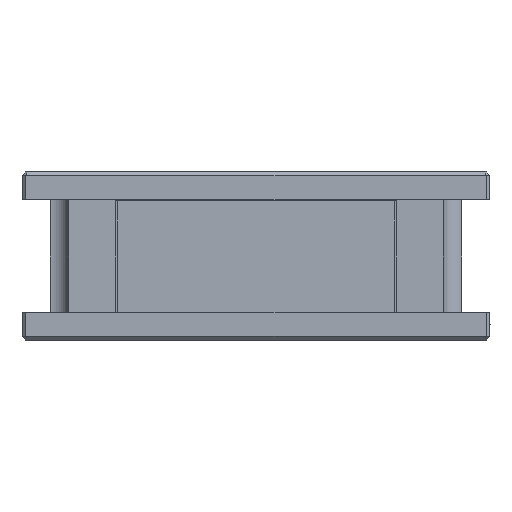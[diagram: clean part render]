
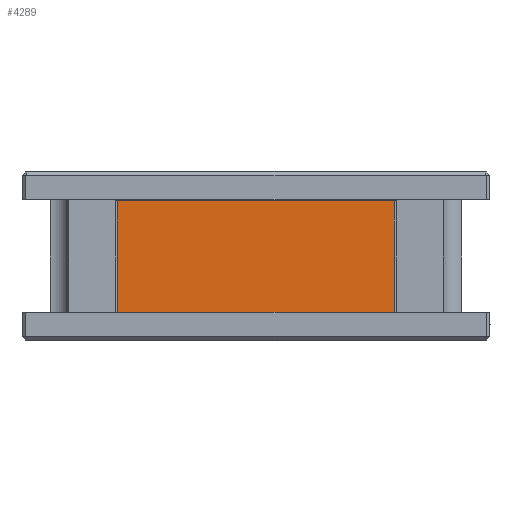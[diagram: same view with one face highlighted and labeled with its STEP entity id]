
A CAD part, left-side view. The second image highlights one B-rep face of the part: STEP entity #4289.
In plain terms, the highlighted planar face has unit normal (-1, 0, 0).
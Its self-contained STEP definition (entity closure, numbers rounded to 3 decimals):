
#60 = VERTEX_POINT ( 'NONE', #4135 ) ;
#1667 = AXIS2_PLACEMENT_3D ( 'NONE', #15466, #36102, #25782 ) ;
#4135 = CARTESIAN_POINT ( 'NONE',  ( -117.5, -99.5, 37.2 ) ) ;
#4289 = ADVANCED_FACE ( 'NONE', ( #28284 ), #7327, .T. ) ;
#7327 = PLANE ( 'NONE',  #1667 ) ;
#8260 = CARTESIAN_POINT ( 'NONE',  ( -117.5, -25.5, 7.5 ) ) ;
#9206 = ORIENTED_EDGE ( 'NONE', *, *, #12576, .F. ) ;
#9480 = VECTOR ( 'NONE', #13664, 1000. ) ;
#10013 = ORIENTED_EDGE ( 'NONE', *, *, #25295, .T. ) ;
#12576 = EDGE_CURVE ( 'NONE', #16823, #51214, #28107, .T. ) ;
#13664 = DIRECTION ( 'NONE',  ( 0., 0., 1. ) ) ;
#15466 = CARTESIAN_POINT ( 'NONE',  ( -117.5, -25.5, 7.5 ) ) ;
#15746 = CARTESIAN_POINT ( 'NONE',  ( -117.5, -62.5, 7.5 ) ) ;
#16823 = VERTEX_POINT ( 'NONE', #24259 ) ;
#19833 = LINE ( 'NONE', #43595, #9480 ) ;
#19978 = DIRECTION ( 'NONE',  ( 0., 1., 0. ) ) ;
#20828 = ORIENTED_EDGE ( 'NONE', *, *, #34133, .F. ) ;
#22290 = VECTOR ( 'NONE', #32120, 1000. ) ;
#22332 = EDGE_CURVE ( 'NONE', #60, #48425, #39814, .T. ) ;
#24259 = CARTESIAN_POINT ( 'NONE',  ( -117.5, -99.5, 7.5 ) ) ;
#25295 = EDGE_CURVE ( 'NONE', #16823, #60, #19833, .T. ) ;
#25782 = DIRECTION ( 'NONE',  ( 0., -1., 0. ) ) ;
#28089 = CARTESIAN_POINT ( 'NONE',  ( -117.5, -62.5, 37.2 ) ) ;
#28107 = LINE ( 'NONE', #15746, #22290 ) ;
#28284 = FACE_OUTER_BOUND ( 'NONE', #38600, .T. ) ;
#30535 = VECTOR ( 'NONE', #48968, 1000. ) ;
#32120 = DIRECTION ( 'NONE',  ( 0., 1., 0. ) ) ;
#33812 = CARTESIAN_POINT ( 'NONE',  ( -117.5, -25.5, 37.2 ) ) ;
#34133 = EDGE_CURVE ( 'NONE', #51214, #48425, #41369, .T. ) ;
#36102 = DIRECTION ( 'NONE',  ( -1., 0., 0. ) ) ;
#38600 = EDGE_LOOP ( 'NONE', ( #9206, #10013, #43706, #20828 ) ) ;
#39814 = LINE ( 'NONE', #28089, #41704 ) ;
#41369 = LINE ( 'NONE', #44835, #30535 ) ;
#41704 = VECTOR ( 'NONE', #19978, 1000. ) ;
#43595 = CARTESIAN_POINT ( 'NONE',  ( -117.5, -99.5, 22.35 ) ) ;
#43706 = ORIENTED_EDGE ( 'NONE', *, *, #22332, .T. ) ;
#44835 = CARTESIAN_POINT ( 'NONE',  ( -117.5, -25.5, 22.35 ) ) ;
#48425 = VERTEX_POINT ( 'NONE', #33812 ) ;
#48968 = DIRECTION ( 'NONE',  ( 0., 0., 1. ) ) ;
#51214 = VERTEX_POINT ( 'NONE', #8260 ) ;
